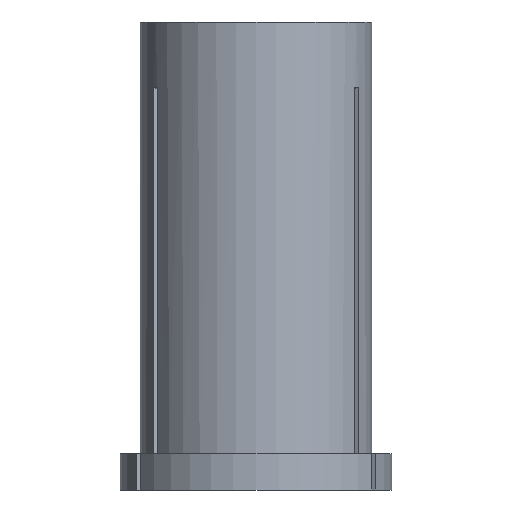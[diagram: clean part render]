
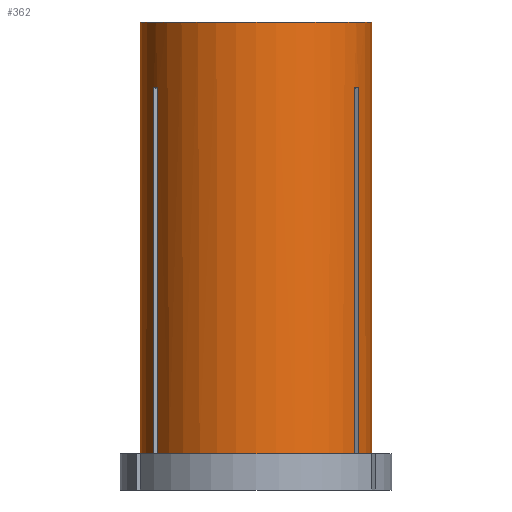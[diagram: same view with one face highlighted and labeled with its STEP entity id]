
A CAD part, front view. The second image highlights one B-rep face of the part: STEP entity #362.
In plain terms, the highlighted cylindrical face has radius 16 mm (diameter 32 mm), a partial arc.
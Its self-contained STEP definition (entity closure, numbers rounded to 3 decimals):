
#16 = AXIS2_PLACEMENT_3D ( 'NONE', #780, #49, #350 ) ;
#30 = ORIENTED_EDGE ( 'NONE', *, *, #347, .T. ) ;
#39 = DIRECTION ( 'NONE',  ( 0., 0., 1. ) ) ;
#49 = DIRECTION ( 'NONE',  ( 0., 0., 1. ) ) ;
#57 = FACE_OUTER_BOUND ( 'NONE', #698, .T. ) ;
#91 = VECTOR ( 'NONE', #987, 1000. ) ;
#93 = ORIENTED_EDGE ( 'NONE', *, *, #1227, .F. ) ;
#117 = CARTESIAN_POINT ( 'NONE',  ( 16., 0., 0. ) ) ;
#126 = VERTEX_POINT ( 'NONE', #117 ) ;
#128 = CARTESIAN_POINT ( 'NONE',  ( 0., 0., 0. ) ) ;
#131 = B_SPLINE_CURVE_WITH_KNOTS ( 'NONE', 3,
 ( #801, #817, #757, #147 ),
 .UNSPECIFIED., .F., .F.,
 ( 4, 4 ),
 ( 0., 0.001 ),
 .UNSPECIFIED. ) ;
#147 = CARTESIAN_POINT ( 'NONE',  ( -13.6, -8.429, -9.004 ) ) ;
#153 = DIRECTION ( 'NONE',  ( 0., 0., 1. ) ) ;
#165 = VERTEX_POINT ( 'NONE', #947 ) ;
#167 = CARTESIAN_POINT ( 'NONE',  ( -16., 0., -59.6 ) ) ;
#177 = CARTESIAN_POINT ( 'NONE',  ( 16., 0., -59.6 ) ) ;
#181 = DIRECTION ( 'NONE',  ( 0., 0., 1. ) ) ;
#185 = ORIENTED_EDGE ( 'NONE', *, *, #727, .F. ) ;
#187 = DIRECTION ( 'NONE',  ( 0., 0., 1. ) ) ;
#196 = ORIENTED_EDGE ( 'NONE', *, *, #962, .T. ) ;
#290 = VERTEX_POINT ( 'NONE', #1303 ) ;
#291 = ORIENTED_EDGE ( 'NONE', *, *, #666, .F. ) ;
#299 = LINE ( 'NONE', #1030, #537 ) ;
#310 = CARTESIAN_POINT ( 'NONE',  ( 13.942, -7.857, -8.999 ) ) ;
#328 = ORIENTED_EDGE ( 'NONE', *, *, #636, .T. ) ;
#331 = CARTESIAN_POINT ( 'NONE',  ( 13.6, -8.429, -59.6 ) ) ;
#336 = EDGE_CURVE ( 'NONE', #1225, #165, #392, .T. ) ;
#340 = LINE ( 'NONE', #1119, #875 ) ;
#342 = VERTEX_POINT ( 'NONE', #1223 ) ;
#347 = EDGE_CURVE ( 'NONE', #342, #1225, #649, .T. ) ;
#350 = DIRECTION ( 'NONE',  ( 1., 0., 0. ) ) ;
#362 = ADVANCED_FACE ( 'NONE', ( #57 ), #1114, .T. ) ;
#391 = CIRCLE ( 'NONE', #1314, 16. ) ;
#392 = LINE ( 'NONE', #866, #91 ) ;
#409 = CARTESIAN_POINT ( 'NONE',  ( 14.1, -7.563, -59.6 ) ) ;
#457 = DIRECTION ( 'NONE',  ( 0., 0., 1. ) ) ;
#489 = LINE ( 'NONE', #788, #591 ) ;
#502 = AXIS2_PLACEMENT_3D ( 'NONE', #128, #847, #1191 ) ;
#504 = VECTOR ( 'NONE', #181, 1000. ) ;
#527 = CARTESIAN_POINT ( 'NONE',  ( -16., 0., 0. ) ) ;
#532 = ORIENTED_EDGE ( 'NONE', *, *, #336, .T. ) ;
#537 = VECTOR ( 'NONE', #1359, 1000. ) ;
#556 = AXIS2_PLACEMENT_3D ( 'NONE', #775, #39, #862 ) ;
#588 = ORIENTED_EDGE ( 'NONE', *, *, #1098, .T. ) ;
#591 = VECTOR ( 'NONE', #153, 1000. ) ;
#636 = EDGE_CURVE ( 'NONE', #784, #126, #340, .T. ) ;
#649 = CIRCLE ( 'NONE', #556, 16. ) ;
#659 = CIRCLE ( 'NONE', #1171, 16. ) ;
#666 = EDGE_CURVE ( 'NONE', #1049, #1007, #299, .T. ) ;
#674 = CARTESIAN_POINT ( 'NONE',  ( -14.1, -7.563, -59.6 ) ) ;
#690 = DIRECTION ( 'NONE',  ( 0., 0., 1. ) ) ;
#698 = EDGE_LOOP ( 'NONE', ( #1201, #867, #1369, #196, #185, #30, #532, #588, #291, #900, #328, #93 ) ) ;
#716 = EDGE_CURVE ( 'NONE', #1174, #763, #769, .T. ) ;
#727 = EDGE_CURVE ( 'NONE', #342, #290, #811, .T. ) ;
#730 = CARTESIAN_POINT ( 'NONE',  ( 13.775, -8.146, -8.999 ) ) ;
#757 = CARTESIAN_POINT ( 'NONE',  ( -13.775, -8.146, -8.999 ) ) ;
#763 = VERTEX_POINT ( 'NONE', #527 ) ;
#769 = LINE ( 'NONE', #1260, #504 ) ;
#775 = CARTESIAN_POINT ( 'NONE',  ( 0., 0., -59.6 ) ) ;
#780 = CARTESIAN_POINT ( 'NONE',  ( 0., 0., -59.6 ) ) ;
#783 = CARTESIAN_POINT ( 'NONE',  ( 14.1, -7.563, -9.004 ) ) ;
#784 = VERTEX_POINT ( 'NONE', #177 ) ;
#788 = CARTESIAN_POINT ( 'NONE',  ( -14.1, -7.563, 0. ) ) ;
#801 = CARTESIAN_POINT ( 'NONE',  ( -14.1, -7.563, -9.004 ) ) ;
#811 = LINE ( 'NONE', #1350, #1313 ) ;
#817 = CARTESIAN_POINT ( 'NONE',  ( -13.942, -7.857, -8.999 ) ) ;
#847 = DIRECTION ( 'NONE',  ( 0., 0., 1. ) ) ;
#862 = DIRECTION ( 'NONE',  ( 1., 0., 0. ) ) ;
#866 = CARTESIAN_POINT ( 'NONE',  ( 13.6, -8.429, 0. ) ) ;
#867 = ORIENTED_EDGE ( 'NONE', *, *, #1309, .T. ) ;
#875 = VECTOR ( 'NONE', #1143, 1000. ) ;
#900 = ORIENTED_EDGE ( 'NONE', *, *, #1305, .T. ) ;
#909 = CARTESIAN_POINT ( 'NONE',  ( -14.1, -7.563, -9.004 ) ) ;
#915 = DIRECTION ( 'NONE',  ( 1., 0., 0. ) ) ;
#940 = B_SPLINE_CURVE_WITH_KNOTS ( 'NONE', 3,
 ( #1272, #730, #310, #1126 ),
 .UNSPECIFIED., .F., .F.,
 ( 4, 4 ),
 ( 0., 0.001 ),
 .UNSPECIFIED. ) ;
#947 = CARTESIAN_POINT ( 'NONE',  ( 13.6, -8.429, -9.004 ) ) ;
#962 = EDGE_CURVE ( 'NONE', #996, #290, #131, .T. ) ;
#987 = DIRECTION ( 'NONE',  ( 0., 0., 1. ) ) ;
#996 = VERTEX_POINT ( 'NONE', #909 ) ;
#1007 = VERTEX_POINT ( 'NONE', #783 ) ;
#1019 = CARTESIAN_POINT ( 'NONE',  ( 0., 0., -59.6 ) ) ;
#1030 = CARTESIAN_POINT ( 'NONE',  ( 14.1, -7.563, 0. ) ) ;
#1049 = VERTEX_POINT ( 'NONE', #409 ) ;
#1057 = CARTESIAN_POINT ( 'NONE',  ( 0., 0., 0. ) ) ;
#1098 = EDGE_CURVE ( 'NONE', #165, #1007, #940, .T. ) ;
#1114 = CYLINDRICAL_SURFACE ( 'NONE', #502, 16. ) ;
#1119 = CARTESIAN_POINT ( 'NONE',  ( 16., 0., 0. ) ) ;
#1126 = CARTESIAN_POINT ( 'NONE',  ( 14.1, -7.563, -9.004 ) ) ;
#1143 = DIRECTION ( 'NONE',  ( 0., 0., 1. ) ) ;
#1171 = AXIS2_PLACEMENT_3D ( 'NONE', #1057, #457, #1292 ) ;
#1174 = VERTEX_POINT ( 'NONE', #167 ) ;
#1191 = DIRECTION ( 'NONE',  ( 1., 0., 0. ) ) ;
#1201 = ORIENTED_EDGE ( 'NONE', *, *, #716, .F. ) ;
#1215 = CIRCLE ( 'NONE', #16, 16. ) ;
#1223 = CARTESIAN_POINT ( 'NONE',  ( -13.6, -8.429, -59.6 ) ) ;
#1225 = VERTEX_POINT ( 'NONE', #331 ) ;
#1227 = EDGE_CURVE ( 'NONE', #763, #126, #659, .T. ) ;
#1260 = CARTESIAN_POINT ( 'NONE',  ( -16., 0., 0. ) ) ;
#1272 = CARTESIAN_POINT ( 'NONE',  ( 13.6, -8.429, -9.004 ) ) ;
#1292 = DIRECTION ( 'NONE',  ( 1., 0., 0. ) ) ;
#1298 = EDGE_CURVE ( 'NONE', #1340, #996, #489, .T. ) ;
#1303 = CARTESIAN_POINT ( 'NONE',  ( -13.6, -8.429, -9.004 ) ) ;
#1305 = EDGE_CURVE ( 'NONE', #1049, #784, #391, .T. ) ;
#1309 = EDGE_CURVE ( 'NONE', #1174, #1340, #1215, .T. ) ;
#1313 = VECTOR ( 'NONE', #187, 1000. ) ;
#1314 = AXIS2_PLACEMENT_3D ( 'NONE', #1019, #690, #915 ) ;
#1340 = VERTEX_POINT ( 'NONE', #674 ) ;
#1350 = CARTESIAN_POINT ( 'NONE',  ( -13.6, -8.429, 0. ) ) ;
#1359 = DIRECTION ( 'NONE',  ( 0., 0., 1. ) ) ;
#1369 = ORIENTED_EDGE ( 'NONE', *, *, #1298, .T. ) ;
